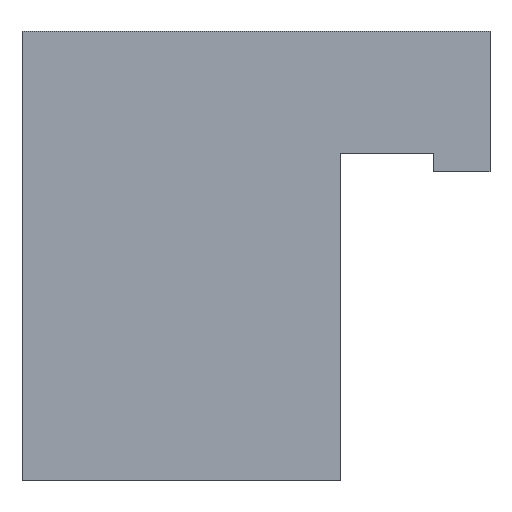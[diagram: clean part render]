
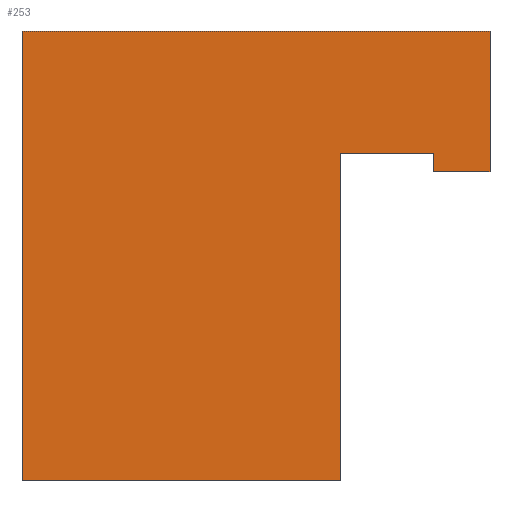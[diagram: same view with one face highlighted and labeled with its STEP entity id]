
A CAD part, front view. The second image highlights one B-rep face of the part: STEP entity #253.
In plain terms, the highlighted planar face has unit normal (0, -1, 0).
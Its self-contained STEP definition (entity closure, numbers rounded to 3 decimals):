
#19=LINE('',#389,#45);
#23=LINE('',#396,#49);
#26=LINE('',#402,#52);
#29=LINE('',#408,#55);
#32=LINE('',#414,#58);
#35=LINE('',#420,#61);
#38=LINE('',#426,#64);
#40=LINE('',#429,#66);
#45=VECTOR('',#322,10.);
#49=VECTOR('',#328,10.);
#52=VECTOR('',#333,10.);
#55=VECTOR('',#338,10.);
#58=VECTOR('',#343,10.);
#61=VECTOR('',#348,10.);
#64=VECTOR('',#353,10.);
#66=VECTOR('',#357,10.);
#84=FACE_OUTER_BOUND('',#100,.T.);
#100=EDGE_LOOP('',(#222,#223,#224,#225,#226,#227,#228,#229));
#117=VERTEX_POINT('',#386);
#118=VERTEX_POINT('',#388);
#120=VERTEX_POINT('',#394);
#122=VERTEX_POINT('',#400);
#124=VERTEX_POINT('',#406);
#126=VERTEX_POINT('',#412);
#128=VERTEX_POINT('',#418);
#130=VERTEX_POINT('',#424);
#142=EDGE_CURVE('',#118,#117,#19,.T.);
#146=EDGE_CURVE('',#117,#120,#23,.T.);
#149=EDGE_CURVE('',#120,#122,#26,.T.);
#152=EDGE_CURVE('',#122,#124,#29,.T.);
#155=EDGE_CURVE('',#124,#126,#32,.T.);
#158=EDGE_CURVE('',#126,#128,#35,.T.);
#161=EDGE_CURVE('',#128,#130,#38,.T.);
#163=EDGE_CURVE('',#130,#118,#40,.T.);
#222=ORIENTED_EDGE('',*,*,#163,.T.);
#223=ORIENTED_EDGE('',*,*,#142,.T.);
#224=ORIENTED_EDGE('',*,*,#146,.T.);
#225=ORIENTED_EDGE('',*,*,#149,.T.);
#226=ORIENTED_EDGE('',*,*,#152,.T.);
#227=ORIENTED_EDGE('',*,*,#155,.T.);
#228=ORIENTED_EDGE('',*,*,#158,.T.);
#229=ORIENTED_EDGE('',*,*,#161,.T.);
#240=PLANE('',#293);
#253=ADVANCED_FACE('',(#84),#240,.F.);
#293=AXIS2_PLACEMENT_3D('',#431,#360,#361);
#322=DIRECTION('',(0.,0.,-1.));
#328=DIRECTION('',(1.,0.,0.));
#333=DIRECTION('',(0.,0.,1.));
#338=DIRECTION('',(-1.,0.,0.));
#343=DIRECTION('',(0.,0.,-1.));
#348=DIRECTION('',(1.,0.,0.));
#353=DIRECTION('',(0.,0.,1.));
#357=DIRECTION('',(1.,0.,0.));
#360=DIRECTION('center_axis',(0.,1.,0.));
#361=DIRECTION('ref_axis',(0.,0.,1.));
#386=CARTESIAN_POINT('',(5.,-20.,-1.));
#388=CARTESIAN_POINT('',(5.,-20.,0.));
#389=CARTESIAN_POINT('',(5.,-20.,0.));
#394=CARTESIAN_POINT('',(8.,-20.,-1.));
#396=CARTESIAN_POINT('',(5.,-20.,-1.));
#400=CARTESIAN_POINT('',(8.,-20.,6.5));
#402=CARTESIAN_POINT('',(8.,-20.,-1.));
#406=CARTESIAN_POINT('',(-17.,-20.,6.5));
#408=CARTESIAN_POINT('',(8.,-20.,6.5));
#412=CARTESIAN_POINT('',(-17.,-20.,-17.5));
#414=CARTESIAN_POINT('',(-17.,-20.,6.5));
#418=CARTESIAN_POINT('',(0.,-20.,-17.5));
#420=CARTESIAN_POINT('',(-17.,-20.,-17.5));
#424=CARTESIAN_POINT('',(0.,-20.,0.));
#426=CARTESIAN_POINT('',(0.,-20.,-17.5));
#429=CARTESIAN_POINT('',(0.,-20.,0.));
#431=CARTESIAN_POINT('Origin',(-5.68,-20.,-4.03));
